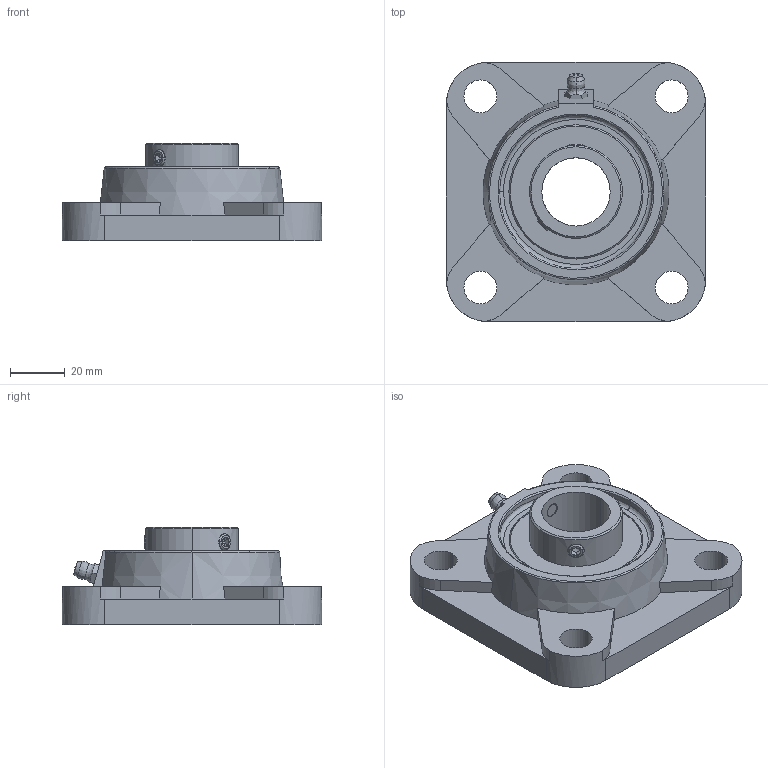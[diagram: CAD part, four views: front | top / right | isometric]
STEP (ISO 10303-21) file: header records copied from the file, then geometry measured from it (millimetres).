
FILE_DESCRIPTION (( 'STEP AP203' ), '1' );
FILE_NAME ('UCF205.STEP', '2023-10-24T04:31:27', ( '' ), ( '' ), 'SwSTEP 2.0', 'SolidWorks 2022', '' );
FILE_SCHEMA (( 'CONFIG_CONTROL_DESIGN' ));
Length unit declared in the file: millimetre
Products named in the file (4): UCF205; UCF205-01; UCF205-03; UCF205-02
Assembly tree (3 placements, depth 2):
  UCF205
    UCF205-01
    UCF205-02
    UCF205-03
Bounding box: 95 x 95 x 35.7 mm (x, y, z)
Volume: 122212.4 mm3; surface area: 32529.8 mm2
Topology: 3 solids, 3 shells, 165 faces, 375 edges, 222 vertices
Faces by surface type: plane 66, cylinder 42, cone 40, bspline 17
Entity records: 6395 total; most frequent: CARTESIAN_POINT 2343, DIRECTION 785, ORIENTED_EDGE 742, EDGE_CURVE 371, AXIS2_PLACEMENT_3D 318, VERTEX_POINT 222, EDGE_LOOP 189, ADVANCED_FACE 165
